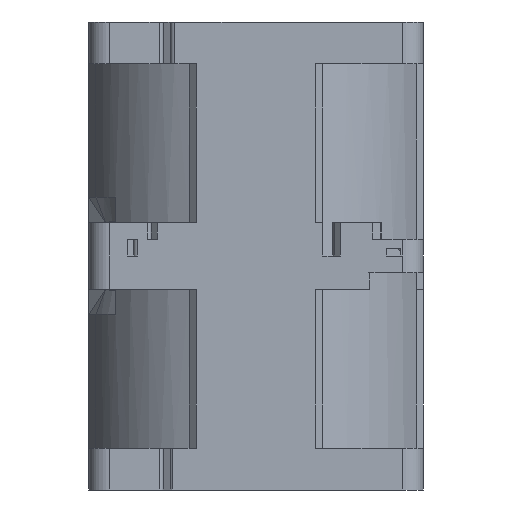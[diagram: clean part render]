
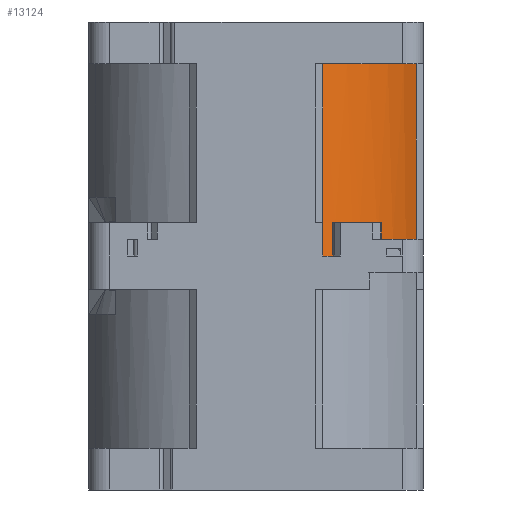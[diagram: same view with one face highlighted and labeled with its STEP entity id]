
A CAD part, front view. The second image highlights one B-rep face of the part: STEP entity #13124.
In plain terms, the highlighted cylindrical face has radius 20.75 mm (diameter 41.5 mm), a partial arc.
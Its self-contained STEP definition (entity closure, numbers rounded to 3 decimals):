
#2607=CARTESIAN_POINT('',(20.,20.,-2.));
#2608=DIRECTION('',(0.,0.,1.));
#2609=DIRECTION('',(0.6,-0.8,0.));
#2610=AXIS2_PLACEMENT_3D('',#2607,#2608,#2609);
#2662=DIRECTION('',(0.,0.,-1.));
#2663=VECTOR('',#2662,2.);
#2664=CARTESIAN_POINT('',(32.454,3.403,
0.));
#2665=LINE('',#2664,#2663);
#2674=CARTESIAN_POINT('',(20.,20.,0.));
#2675=DIRECTION('',(0.,0.,1.));
#2676=DIRECTION('',(0.457,-0.89,0.));
#2677=AXIS2_PLACEMENT_3D('',#2674,#2675,#2676);
#2706=DIRECTION('',(0.,0.,1.));
#2707=VECTOR('',#2706,4.);
#2708=CARTESIAN_POINT('',(28.,0.854,-4.));
#2709=LINE('',#2708,#2707);
#2710=DIRECTION('',(0.,0.,1.));
#2711=VECTOR('',#2710,19.);
#2712=CARTESIAN_POINT('',(28.,0.854,0.));
#2713=LINE('',#2712,#2711);
#2714=DIRECTION('',(0.,0.,-1.));
#2715=VECTOR('',#2714,21.);
#2716=CARTESIAN_POINT('',(39.146,12.,19.));
#2717=LINE('',#2716,#2715);
#2718=DIRECTION('',(0.,0.,-1.));
#2719=VECTOR('',#2718,4.);
#2720=CARTESIAN_POINT('',(29.481,1.543,
0.));
#2721=LINE('',#2720,#2719);
#2722=CARTESIAN_POINT('',(20.,20.,-4.));
#2723=DIRECTION('',(0.,0.,1.));
#2724=DIRECTION('',(0.386,-0.923,0.));
#2725=AXIS2_PLACEMENT_3D('',#2722,#2723,#2724);
#2752=CARTESIAN_POINT('',(20.,20.,19.));
#2753=DIRECTION('',(0.,0.,-1.));
#2754=DIRECTION('',(0.923,-0.386,0.));
#2755=AXIS2_PLACEMENT_3D('',#2752,#2753,#2754);
#8805=CARTESIAN_POINT('',(32.454,3.403,-2.));
#8807=VERTEX_POINT('',#8805);
#8808=CARTESIAN_POINT('',(39.146,12.,-2.));
#8809=VERTEX_POINT('',#8808);
#8826=CARTESIAN_POINT('',(32.454,3.403,
0.));
#8827=VERTEX_POINT('',#8826);
#8830=CARTESIAN_POINT('',(29.481,1.543,
0.));
#8831=VERTEX_POINT('',#8830);
#8834=CARTESIAN_POINT('',(28.,0.854,-4.));
#8835=CARTESIAN_POINT('',(29.481,1.543,-4.));
#8836=VERTEX_POINT('',#8834);
#8837=VERTEX_POINT('',#8835);
#8838=CARTESIAN_POINT('',(28.,0.854,0.));
#8839=VERTEX_POINT('',#8838);
#8840=CARTESIAN_POINT('',(28.,0.854,19.));
#8841=VERTEX_POINT('',#8840);
#8842=CARTESIAN_POINT('',(39.146,12.,19.));
#8843=VERTEX_POINT('',#8842);
#13102=CARTESIAN_POINT('',(20.,20.,-4.46));
#13103=DIRECTION('',(0.,0.,1.));
#13104=DIRECTION('',(-1.,0.,0.));
#13105=AXIS2_PLACEMENT_3D('',#13102,#13103,#13104);
#13106=CYLINDRICAL_SURFACE('',#13105,20.75);
#13108=ORIENTED_EDGE('',*,*,#13107,.F.);
#13110=ORIENTED_EDGE('',*,*,#13109,.T.);
#13112=ORIENTED_EDGE('',*,*,#13111,.T.);
#13114=ORIENTED_EDGE('',*,*,#13113,.F.);
#13116=ORIENTED_EDGE('',*,*,#13115,.T.);
#13117=ORIENTED_EDGE('',*,*,#13014,.F.);
#13118=ORIENTED_EDGE('',*,*,#13051,.F.);
#13119=ORIENTED_EDGE('',*,*,#13088,.F.);
#13121=ORIENTED_EDGE('',*,*,#13120,.T.);
#13122=EDGE_LOOP('',(#13108,#13110,#13112,#13114,#13116,#13117,#13118,#13119,
#13121));
#13123=FACE_OUTER_BOUND('',#13122,.F.);
#13124=ADVANCED_FACE('',(#13123),#13106,.T.);
#2611=CIRCLE('',#2610,20.75);
#2678=CIRCLE('',#2677,20.75);
#2726=CIRCLE('',#2725,20.75);
#2756=CIRCLE('',#2755,20.75);
#13014=EDGE_CURVE('',#8807,#8809,#2611,.T.);
#13051=EDGE_CURVE('',#8827,#8807,#2665,.T.);
#13088=EDGE_CURVE('',#8831,#8827,#2678,.T.);
#13107=EDGE_CURVE('',#8836,#8837,#2726,.T.);
#13109=EDGE_CURVE('',#8836,#8839,#2709,.T.);
#13111=EDGE_CURVE('',#8839,#8841,#2713,.T.);
#13113=EDGE_CURVE('',#8843,#8841,#2756,.T.);
#13115=EDGE_CURVE('',#8843,#8809,#2717,.T.);
#13120=EDGE_CURVE('',#8831,#8837,#2721,.T.);
